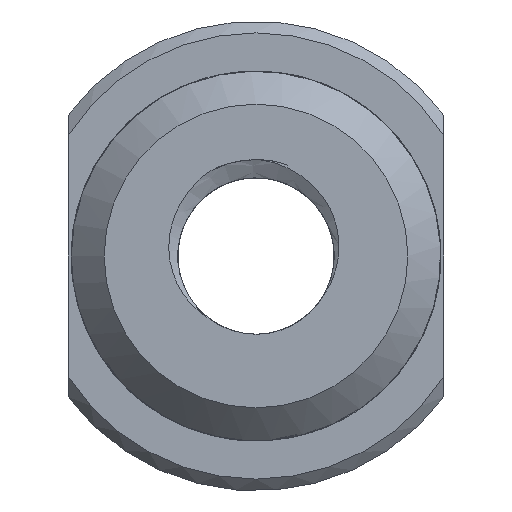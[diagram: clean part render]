
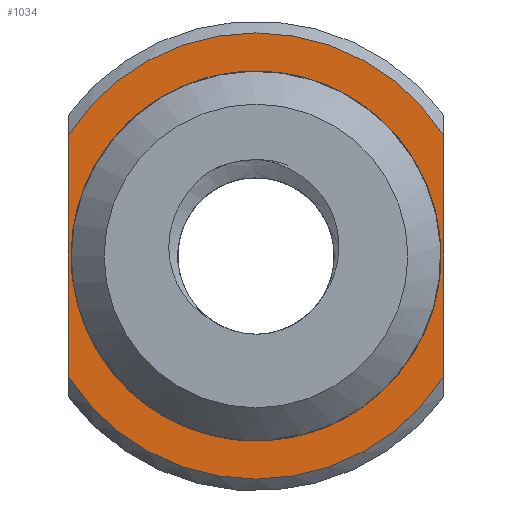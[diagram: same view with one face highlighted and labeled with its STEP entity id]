
A CAD part, front view. The second image highlights one B-rep face of the part: STEP entity #1034.
In plain terms, the highlighted planar face has unit normal (0, -1, 0).
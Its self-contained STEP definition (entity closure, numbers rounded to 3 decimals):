
#23=FACE_BOUND('',#183,.T.);
#40=PLANE('',#1124);
#61=CIRCLE('',#1121,4.75);
#63=CIRCLE('',#1125,4.75);
#64=CIRCLE('',#1126,3.25);
#65=CIRCLE('',#1127,3.25);
#121=FACE_OUTER_BOUND('',#182,.T.);
#182=EDGE_LOOP('',(#885,#886,#887,#888));
#183=EDGE_LOOP('',(#889,#890));
#309=LINE('',#4176,#354);
#312=LINE('',#4190,#357);
#354=VECTOR('',#1312,10.);
#357=VECTOR('',#1317,10.);
#450=VERTEX_POINT('',#4163);
#451=VERTEX_POINT('',#4167);
#453=VERTEX_POINT('',#4175);
#457=VERTEX_POINT('',#4189);
#458=VERTEX_POINT('',#4192);
#459=VERTEX_POINT('',#4193);
#599=EDGE_CURVE('',#450,#451,#61,.T.);
#602=EDGE_CURVE('',#453,#451,#309,.T.);
#607=EDGE_CURVE('',#450,#457,#312,.T.);
#608=EDGE_CURVE('',#453,#457,#63,.T.);
#609=EDGE_CURVE('',#458,#459,#64,.T.);
#610=EDGE_CURVE('',#459,#458,#65,.T.);
#885=ORIENTED_EDGE('',*,*,#599,.F.);
#886=ORIENTED_EDGE('',*,*,#607,.T.);
#887=ORIENTED_EDGE('',*,*,#608,.F.);
#888=ORIENTED_EDGE('',*,*,#602,.T.);
#889=ORIENTED_EDGE('',*,*,#609,.F.);
#890=ORIENTED_EDGE('',*,*,#610,.F.);
#1034=ADVANCED_FACE('',(#121,#23),#40,.T.);
#1121=AXIS2_PLACEMENT_3D('',#4168,#1306,#1307);
#1124=AXIS2_PLACEMENT_3D('',#4188,#1315,#1316);
#1125=AXIS2_PLACEMENT_3D('',#4191,#1318,#1319);
#1126=AXIS2_PLACEMENT_3D('',#4194,#1320,#1321);
#1127=AXIS2_PLACEMENT_3D('',#4195,#1322,#1323);
#1306=DIRECTION('center_axis',(0.,1.,0.));
#1307=DIRECTION('ref_axis',(1.,0.,0.));
#1312=DIRECTION('',(0.,0.,1.));
#1315=DIRECTION('center_axis',(0.,-1.,0.));
#1316=DIRECTION('ref_axis',(0.,0.,-1.));
#1317=DIRECTION('',(0.,0.,-1.));
#1318=DIRECTION('center_axis',(0.,1.,0.));
#1319=DIRECTION('ref_axis',(1.,0.,0.));
#1320=DIRECTION('center_axis',(0.,-1.,0.));
#1321=DIRECTION('ref_axis',(1.,0.,0.));
#1322=DIRECTION('center_axis',(0.,-1.,0.));
#1323=DIRECTION('ref_axis',(1.,0.,0.));
#4163=CARTESIAN_POINT('',(-4.,6.,2.562));
#4167=CARTESIAN_POINT('',(4.,6.,2.562));
#4168=CARTESIAN_POINT('Origin',(0.,6.,0.));
#4175=CARTESIAN_POINT('',(4.,6.,-2.562));
#4176=CARTESIAN_POINT('',(4.,6.,4.215));
#4188=CARTESIAN_POINT('Origin',(3.25,6.,0.));
#4189=CARTESIAN_POINT('',(-4.,6.,-2.562));
#4190=CARTESIAN_POINT('',(-4.,6.,-4.215));
#4191=CARTESIAN_POINT('Origin',(0.,6.,0.));
#4192=CARTESIAN_POINT('',(3.25,6.,0.));
#4193=CARTESIAN_POINT('',(-3.25,6.,0.));
#4194=CARTESIAN_POINT('Origin',(0.,6.,0.));
#4195=CARTESIAN_POINT('Origin',(0.,6.,0.));
